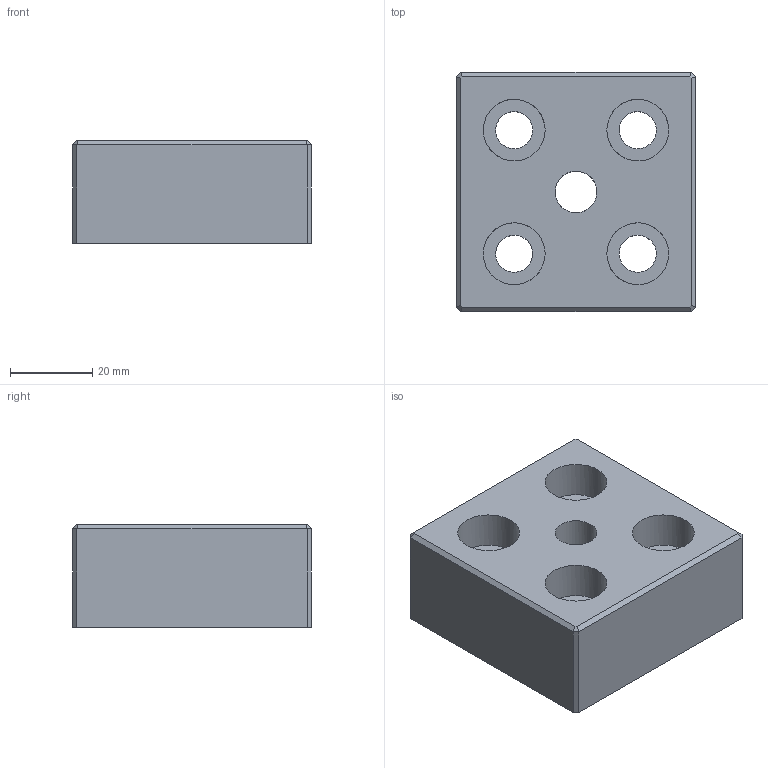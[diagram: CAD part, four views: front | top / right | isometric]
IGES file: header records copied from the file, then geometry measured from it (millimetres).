
Global section: file name: SZ0303V_A; native system: Autodesk Inventor 2015; preprocessor: unknown; author: C. Hanke; date: 20151123.131202; units: millimetre
Bounding box: 58 x 58 x 25 mm (x, y, z)
Volume: 71490.7 mm3; surface area: 15964 mm2
Topology: 1 solids, 1 shells, 31 faces, 76 edges, 51 vertices
Faces by surface type: bspline 31
